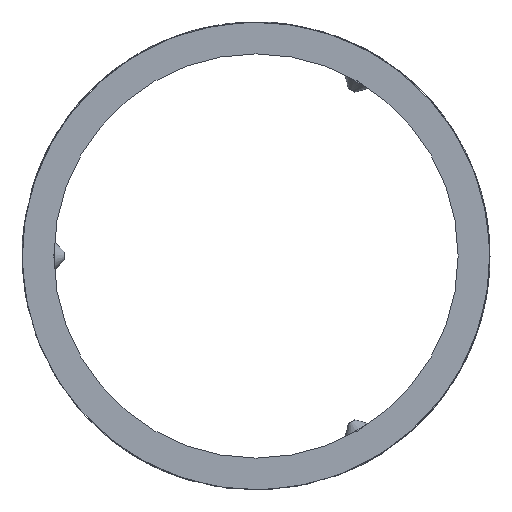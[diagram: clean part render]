
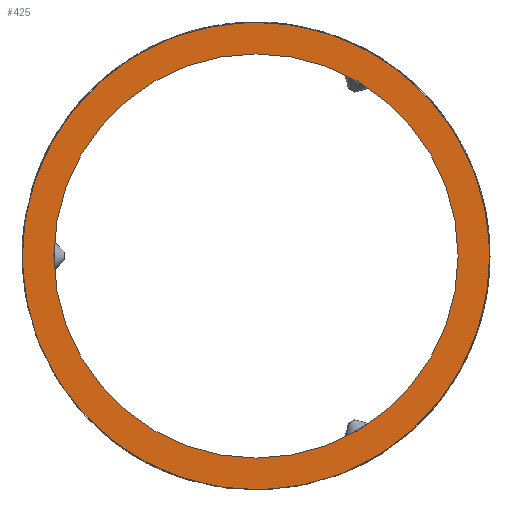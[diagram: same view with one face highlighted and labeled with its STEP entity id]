
A CAD part, left-side view. The second image highlights one B-rep face of the part: STEP entity #425.
In plain terms, the highlighted planar face has unit normal (-1, 0, 0).
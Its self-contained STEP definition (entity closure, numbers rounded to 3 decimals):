
#129=PLANE('',#3378);
#425=ADVANCED_FACE('',(#651,#652),#129,.T.);
#532=CIRCLE('',#3376,19.);
#533=CIRCLE('',#3377,22.);
#651=FACE_BOUND('',#867,.T.);
#652=FACE_BOUND('',#868,.T.);
#867=EDGE_LOOP('',(#1844));
#868=EDGE_LOOP('',(#1845));
#1844=ORIENTED_EDGE('',*,*,#2834,.F.);
#1845=ORIENTED_EDGE('',*,*,#2835,.F.);
#2342=VERTEX_POINT('',#6882);
#2343=VERTEX_POINT('',#6884);
#2834=EDGE_CURVE('',#2342,#2342,#532,.T.);
#2835=EDGE_CURVE('',#2343,#2343,#533,.T.);
#3376=AXIS2_PLACEMENT_3D('',#6881,#3677,#3678);
#3377=AXIS2_PLACEMENT_3D('',#6883,#3679,#3680);
#3378=AXIS2_PLACEMENT_3D('',#6885,#3681,#3682);
#3677=DIRECTION('',(-1.,0.,0.));
#3678=DIRECTION('',(0.,1.,0.));
#3679=DIRECTION('',(1.,0.,0.));
#3680=DIRECTION('',(0.,1.,0.));
#3681=DIRECTION('',(-1.,0.,0.));
#3682=DIRECTION('',(0.,1.,0.));
#6881=CARTESIAN_POINT('',(-24.02,0.,0.));
#6882=CARTESIAN_POINT('',(-24.02,19.,0.));
#6883=CARTESIAN_POINT('',(-24.02,0.,0.));
#6884=CARTESIAN_POINT('',(-24.02,22.,0.));
#6885=CARTESIAN_POINT('',(-24.02,-24.2,24.2));
